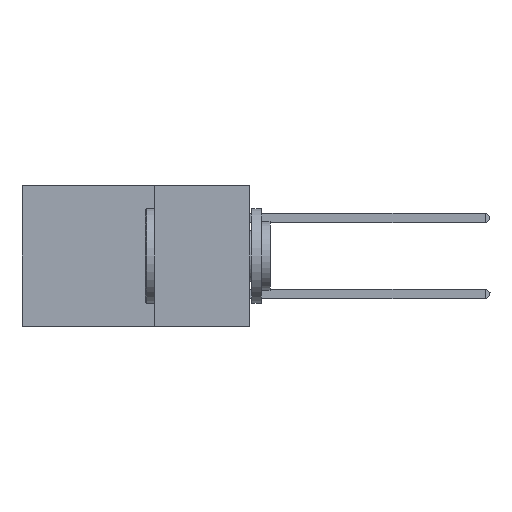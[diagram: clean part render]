
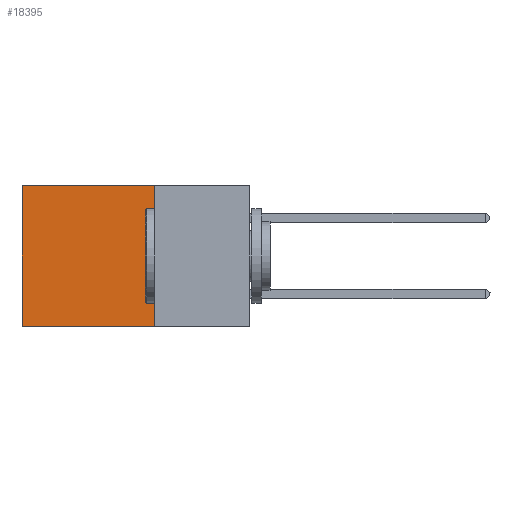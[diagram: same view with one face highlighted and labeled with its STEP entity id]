
A CAD part, left-side view. The second image highlights one B-rep face of the part: STEP entity #18395.
In plain terms, the highlighted planar face has unit normal (-1, 0, 0).
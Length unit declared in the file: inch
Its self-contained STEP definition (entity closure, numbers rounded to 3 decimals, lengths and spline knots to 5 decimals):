
#1802 = DIRECTION ( 'NONE',  ( 0., 0., -1. ) ) ;
#2638 = CARTESIAN_POINT ( 'NONE',  ( 0.2875, 0.6, 0. ) ) ;
#3117 = VERTEX_POINT ( 'NONE', #36628 ) ;
#4370 = VERTEX_POINT ( 'NONE', #2638 ) ;
#5454 = VECTOR ( 'NONE', #31582, 39.37008 ) ;
#6193 = EDGE_LOOP ( 'NONE', ( #26123, #8264, #14616, #24071 ) ) ;
#7509 = CARTESIAN_POINT ( 'NONE',  ( 0.2875, 0.25, 0. ) ) ;
#8264 = ORIENTED_EDGE ( 'NONE', *, *, #18732, .F. ) ;
#9301 = CARTESIAN_POINT ( 'NONE',  ( 0.2875, 0.25, 0. ) ) ;
#10042 = DIRECTION ( 'NONE',  ( 0., 1., 0. ) ) ;
#10609 = FACE_OUTER_BOUND ( 'NONE', #6193, .T. ) ;
#11678 = VECTOR ( 'NONE', #1802, 39.37008 ) ;
#12108 = VERTEX_POINT ( 'NONE', #33387 ) ;
#14616 = ORIENTED_EDGE ( 'NONE', *, *, #18580, .F. ) ;
#17909 = DIRECTION ( 'NONE',  ( 0., 1., 0. ) ) ;
#18395 = ADVANCED_FACE ( 'NONE', ( #10609 ), #22848, .F. ) ;
#18580 = EDGE_CURVE ( 'NONE', #12108, #3117, #37325, .T. ) ;
#18732 = EDGE_CURVE ( 'NONE', #3117, #45209, #43374, .T. ) ;
#22560 = EDGE_CURVE ( 'NONE', #12108, #4370, #28480, .T. ) ;
#22848 = PLANE ( 'NONE',  #39405 ) ;
#24071 = ORIENTED_EDGE ( 'NONE', *, *, #22560, .T. ) ;
#26123 = ORIENTED_EDGE ( 'NONE', *, *, #27460, .T. ) ;
#27206 = CARTESIAN_POINT ( 'NONE',  ( 0.2875, 0.6, -0.37 ) ) ;
#27460 = EDGE_CURVE ( 'NONE', #4370, #45209, #34338, .T. ) ;
#28480 = LINE ( 'NONE', #7509, #43945 ) ;
#29355 = CARTESIAN_POINT ( 'NONE',  ( 0.2875, 0.25, 0. ) ) ;
#29965 = DIRECTION ( 'NONE',  ( 0., 0., -1. ) ) ;
#31582 = DIRECTION ( 'NONE',  ( 0., 0., -1. ) ) ;
#33098 = DIRECTION ( 'NONE',  ( 1., 0., 0. ) ) ;
#33387 = CARTESIAN_POINT ( 'NONE',  ( 0.2875, 0.25, 0. ) ) ;
#34338 = LINE ( 'NONE', #42570, #5454 ) ;
#36198 = VECTOR ( 'NONE', #10042, 39.37008 ) ;
#36628 = CARTESIAN_POINT ( 'NONE',  ( 0.2875, 0.25, -0.37 ) ) ;
#37325 = LINE ( 'NONE', #9301, #11678 ) ;
#39405 = AXIS2_PLACEMENT_3D ( 'NONE', #29355, #33098, #29965 ) ;
#42570 = CARTESIAN_POINT ( 'NONE',  ( 0.2875, 0.6, 0. ) ) ;
#43374 = LINE ( 'NONE', #45437, #36198 ) ;
#43945 = VECTOR ( 'NONE', #17909, 39.37008 ) ;
#45209 = VERTEX_POINT ( 'NONE', #27206 ) ;
#45437 = CARTESIAN_POINT ( 'NONE',  ( 0.2875, 0.25, -0.37 ) ) ;
